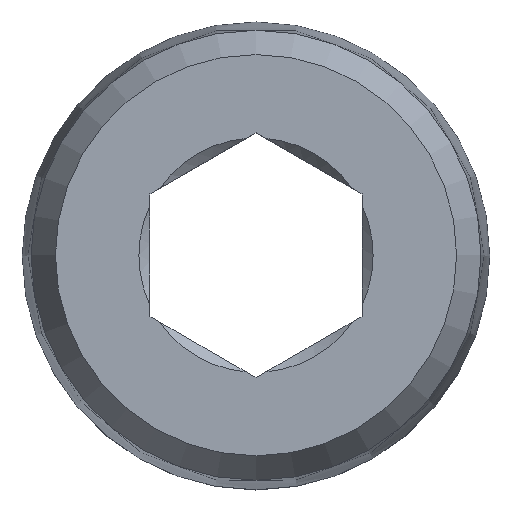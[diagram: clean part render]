
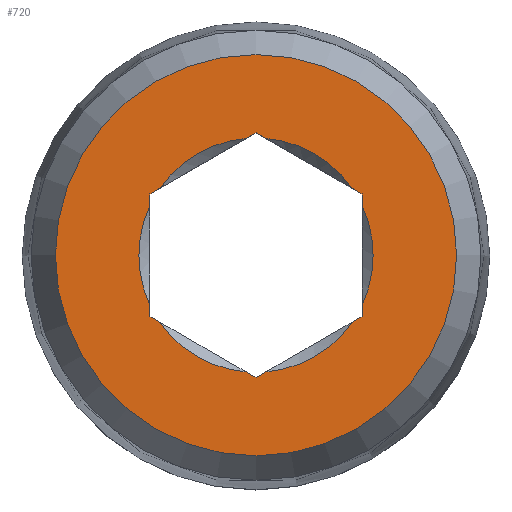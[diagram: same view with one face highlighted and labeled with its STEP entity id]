
A CAD part, top view. The second image highlights one B-rep face of the part: STEP entity #720.
In plain terms, the highlighted planar face has unit normal (0, 0, 1).
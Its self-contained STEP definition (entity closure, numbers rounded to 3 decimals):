
#49=LINE('',#980,#73);
#50=LINE('',#982,#74);
#51=LINE('',#986,#75);
#52=LINE('',#988,#76);
#53=LINE('',#992,#77);
#54=LINE('',#994,#78);
#55=LINE('',#998,#79);
#56=LINE('',#1000,#80);
#57=LINE('',#1004,#81);
#58=LINE('',#1006,#82);
#59=LINE('',#1010,#83);
#60=LINE('',#1012,#84);
#73=VECTOR('',#829,1000.);
#74=VECTOR('',#830,1000.);
#75=VECTOR('',#833,1000.);
#76=VECTOR('',#834,1000.);
#77=VECTOR('',#837,1000.);
#78=VECTOR('',#838,1000.);
#79=VECTOR('',#841,1000.);
#80=VECTOR('',#842,1000.);
#81=VECTOR('',#845,1000.);
#82=VECTOR('',#846,1000.);
#83=VECTOR('',#849,1000.);
#84=VECTOR('',#850,1000.);
#97=ORIENTED_EDGE('',*,*,#213,.F.);
#98=ORIENTED_EDGE('',*,*,#214,.F.);
#99=ORIENTED_EDGE('',*,*,#215,.F.);
#100=ORIENTED_EDGE('',*,*,#216,.F.);
#101=ORIENTED_EDGE('',*,*,#217,.F.);
#102=ORIENTED_EDGE('',*,*,#218,.F.);
#103=ORIENTED_EDGE('',*,*,#219,.F.);
#104=ORIENTED_EDGE('',*,*,#220,.F.);
#105=ORIENTED_EDGE('',*,*,#221,.F.);
#106=ORIENTED_EDGE('',*,*,#222,.F.);
#107=ORIENTED_EDGE('',*,*,#223,.F.);
#108=ORIENTED_EDGE('',*,*,#224,.F.);
#109=ORIENTED_EDGE('',*,*,#225,.F.);
#110=ORIENTED_EDGE('',*,*,#226,.F.);
#111=ORIENTED_EDGE('',*,*,#227,.F.);
#112=ORIENTED_EDGE('',*,*,#228,.F.);
#113=ORIENTED_EDGE('',*,*,#229,.F.);
#114=ORIENTED_EDGE('',*,*,#230,.F.);
#115=ORIENTED_EDGE('',*,*,#231,.T.);
#213=EDGE_CURVE('',#271,#272,#317,.T.);
#214=EDGE_CURVE('',#273,#271,#49,.T.);
#215=EDGE_CURVE('',#274,#273,#50,.T.);
#216=EDGE_CURVE('',#275,#274,#318,.T.);
#217=EDGE_CURVE('',#276,#275,#51,.T.);
#218=EDGE_CURVE('',#277,#276,#52,.T.);
#219=EDGE_CURVE('',#278,#277,#319,.T.);
#220=EDGE_CURVE('',#279,#278,#53,.T.);
#221=EDGE_CURVE('',#280,#279,#54,.T.);
#222=EDGE_CURVE('',#281,#280,#320,.T.);
#223=EDGE_CURVE('',#282,#281,#55,.T.);
#224=EDGE_CURVE('',#283,#282,#56,.T.);
#225=EDGE_CURVE('',#284,#283,#321,.T.);
#226=EDGE_CURVE('',#285,#284,#57,.T.);
#227=EDGE_CURVE('',#286,#285,#58,.T.);
#228=EDGE_CURVE('',#287,#286,#322,.T.);
#229=EDGE_CURVE('',#288,#287,#59,.T.);
#230=EDGE_CURVE('',#272,#288,#60,.T.);
#231=EDGE_CURVE('',#289,#289,#323,.T.);
#271=VERTEX_POINT('',#978);
#272=VERTEX_POINT('',#979);
#273=VERTEX_POINT('',#981);
#274=VERTEX_POINT('',#983);
#275=VERTEX_POINT('',#985);
#276=VERTEX_POINT('',#987);
#277=VERTEX_POINT('',#989);
#278=VERTEX_POINT('',#991);
#279=VERTEX_POINT('',#993);
#280=VERTEX_POINT('',#995);
#281=VERTEX_POINT('',#997);
#282=VERTEX_POINT('',#999);
#283=VERTEX_POINT('',#1001);
#284=VERTEX_POINT('',#1003);
#285=VERTEX_POINT('',#1005);
#286=VERTEX_POINT('',#1007);
#287=VERTEX_POINT('',#1009);
#288=VERTEX_POINT('',#1011);
#289=VERTEX_POINT('',#1014);
#317=CIRCLE('',#761,5.263);
#318=CIRCLE('',#762,5.263);
#319=CIRCLE('',#763,5.263);
#320=CIRCLE('',#764,5.263);
#321=CIRCLE('',#765,5.263);
#322=CIRCLE('',#766,5.263);
#323=CIRCLE('',#767,9.012);
#345=EDGE_LOOP('',(#97,#98,#99,#100,#101,#102,#103,#104,#105,#106,#107,
#108,#109,#110,#111,#112,#113,#114));
#346=EDGE_LOOP('',(#115));
#403=FACE_BOUND('',#345,.T.);
#404=FACE_BOUND('',#346,.T.);
#461=PLANE('',#760);
#720=ADVANCED_FACE('',(#403,#404),#461,.F.);
#760=AXIS2_PLACEMENT_3D('',#976,#825,#826);
#761=AXIS2_PLACEMENT_3D('',#977,#827,#828);
#762=AXIS2_PLACEMENT_3D('',#984,#831,#832);
#763=AXIS2_PLACEMENT_3D('',#990,#835,#836);
#764=AXIS2_PLACEMENT_3D('',#996,#839,#840);
#765=AXIS2_PLACEMENT_3D('',#1002,#843,#844);
#766=AXIS2_PLACEMENT_3D('',#1008,#847,#848);
#767=AXIS2_PLACEMENT_3D('',#1013,#851,#852);
#825=DIRECTION('',(0.,0.,-1.));
#826=DIRECTION('',(-1.,0.,0.));
#827=DIRECTION('',(0.,0.,1.));
#828=DIRECTION('',(1.,0.,0.));
#829=DIRECTION('',(0.,1.,0.));
#830=DIRECTION('',(0.866,0.5,0.));
#831=DIRECTION('',(0.,0.,1.));
#832=DIRECTION('',(1.,0.,0.));
#833=DIRECTION('',(0.866,0.5,0.));
#834=DIRECTION('',(0.866,-0.5,0.));
#835=DIRECTION('',(0.,0.,1.));
#836=DIRECTION('',(1.,0.,0.));
#837=DIRECTION('',(0.866,-0.5,0.));
#838=DIRECTION('',(0.,-1.,0.));
#839=DIRECTION('',(0.,0.,1.));
#840=DIRECTION('',(1.,0.,0.));
#841=DIRECTION('',(0.,-1.,0.));
#842=DIRECTION('',(-0.866,-0.5,0.));
#843=DIRECTION('',(0.,0.,1.));
#844=DIRECTION('',(1.,0.,0.));
#845=DIRECTION('',(-0.866,-0.5,0.));
#846=DIRECTION('',(-0.866,0.5,0.));
#847=DIRECTION('',(0.,0.,1.));
#848=DIRECTION('',(1.,0.,0.));
#849=DIRECTION('',(-0.866,0.5,0.));
#850=DIRECTION('',(0.,1.,0.));
#851=DIRECTION('',(0.,0.,1.));
#852=DIRECTION('',(1.,0.,0.));
#976=CARTESIAN_POINT('',(9.012,0.,14.5));
#977=CARTESIAN_POINT('',(0.,0.,14.5));
#978=CARTESIAN_POINT('',(4.763,-2.239,14.5));
#979=CARTESIAN_POINT('',(4.763,2.239,14.5));
#980=CARTESIAN_POINT('',(4.763,-2.75,14.5));
#981=CARTESIAN_POINT('',(4.763,-2.75,14.5));
#982=CARTESIAN_POINT('',(0.,-5.499,14.5));
#983=CARTESIAN_POINT('',(4.32,-3.005,14.5));
#984=CARTESIAN_POINT('',(0.,0.,14.5));
#985=CARTESIAN_POINT('',(0.442,-5.244,14.5));
#986=CARTESIAN_POINT('',(0.,-5.499,14.5));
#987=CARTESIAN_POINT('',(0.,-5.499,14.5));
#988=CARTESIAN_POINT('',(-4.763,-2.75,14.5));
#989=CARTESIAN_POINT('',(-0.442,-5.244,14.5));
#990=CARTESIAN_POINT('',(0.,0.,14.5));
#991=CARTESIAN_POINT('',(-4.32,-3.005,14.5));
#992=CARTESIAN_POINT('',(-4.763,-2.75,14.5));
#993=CARTESIAN_POINT('',(-4.763,-2.75,14.5));
#994=CARTESIAN_POINT('',(-4.763,2.75,14.5));
#995=CARTESIAN_POINT('',(-4.763,-2.239,14.5));
#996=CARTESIAN_POINT('',(0.,0.,14.5));
#997=CARTESIAN_POINT('',(-4.763,2.239,14.5));
#998=CARTESIAN_POINT('',(-4.763,2.75,14.5));
#999=CARTESIAN_POINT('',(-4.763,2.75,14.5));
#1000=CARTESIAN_POINT('',(0.,5.499,14.5));
#1001=CARTESIAN_POINT('',(-4.32,3.005,14.5));
#1002=CARTESIAN_POINT('',(0.,0.,14.5));
#1003=CARTESIAN_POINT('',(-0.442,5.244,14.5));
#1004=CARTESIAN_POINT('',(0.,5.499,14.5));
#1005=CARTESIAN_POINT('',(0.,5.499,14.5));
#1006=CARTESIAN_POINT('',(4.763,2.75,14.5));
#1007=CARTESIAN_POINT('',(0.442,5.244,14.5));
#1008=CARTESIAN_POINT('',(0.,0.,14.5));
#1009=CARTESIAN_POINT('',(4.32,3.005,14.5));
#1010=CARTESIAN_POINT('',(4.763,2.75,14.5));
#1011=CARTESIAN_POINT('',(4.763,2.75,14.5));
#1012=CARTESIAN_POINT('',(4.763,-2.75,14.5));
#1013=CARTESIAN_POINT('',(0.,0.,14.5));
#1014=CARTESIAN_POINT('',(9.012,0.,14.5));
